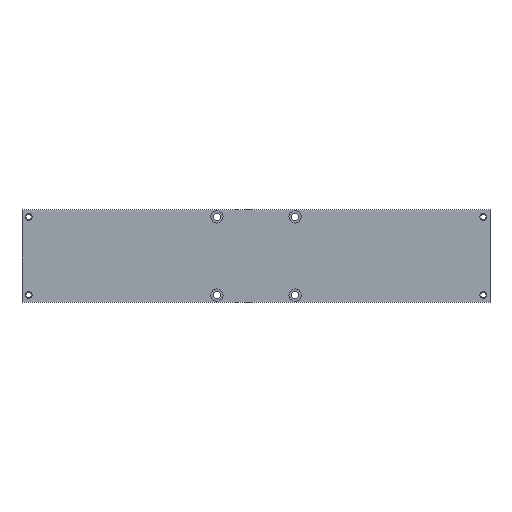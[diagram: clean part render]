
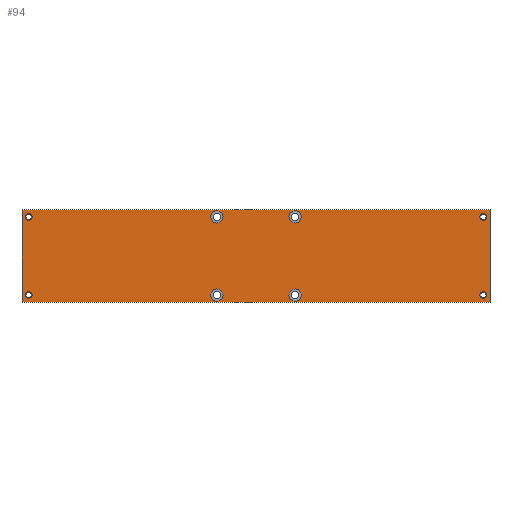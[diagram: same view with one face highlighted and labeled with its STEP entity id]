
A CAD part, top view. The second image highlights one B-rep face of the part: STEP entity #94.
In plain terms, the highlighted planar face has unit normal (0, 0, 1).
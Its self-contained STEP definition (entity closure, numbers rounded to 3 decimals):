
#94 = ADVANCED_FACE( '', ( #207, #208, #209, #210, #211, #212, #213, #214, #215 ), #216, .F. );
#207 = FACE_BOUND( '', #344, .T. );
#208 = FACE_BOUND( '', #345, .T. );
#209 = FACE_BOUND( '', #346, .T. );
#210 = FACE_BOUND( '', #347, .T. );
#211 = FACE_BOUND( '', #348, .T. );
#212 = FACE_BOUND( '', #349, .T. );
#213 = FACE_BOUND( '', #350, .T. );
#214 = FACE_BOUND( '', #351, .T. );
#215 = FACE_OUTER_BOUND( '', #352, .T. );
#216 = PLANE( '', #353 );
#344 = EDGE_LOOP( '', ( #527 ) );
#345 = EDGE_LOOP( '', ( #528 ) );
#346 = EDGE_LOOP( '', ( #529 ) );
#347 = EDGE_LOOP( '', ( #530 ) );
#348 = EDGE_LOOP( '', ( #531 ) );
#349 = EDGE_LOOP( '', ( #532 ) );
#350 = EDGE_LOOP( '', ( #533 ) );
#351 = EDGE_LOOP( '', ( #534 ) );
#352 = EDGE_LOOP( '', ( #535, #536, #537, #538 ) );
#353 = AXIS2_PLACEMENT_3D( '', #539, #540, #541 );
#527 = ORIENTED_EDGE( '', *, *, #645, .T. );
#528 = ORIENTED_EDGE( '', *, *, #663, .F. );
#529 = ORIENTED_EDGE( '', *, *, #664, .F. );
#530 = ORIENTED_EDGE( '', *, *, #665, .T. );
#531 = ORIENTED_EDGE( '', *, *, #666, .T. );
#532 = ORIENTED_EDGE( '', *, *, #643, .F. );
#533 = ORIENTED_EDGE( '', *, *, #661, .F. );
#534 = ORIENTED_EDGE( '', *, *, #607, .T. );
#535 = ORIENTED_EDGE( '', *, *, #621, .F. );
#536 = ORIENTED_EDGE( '', *, *, #641, .F. );
#537 = ORIENTED_EDGE( '', *, *, #654, .F. );
#538 = ORIENTED_EDGE( '', *, *, #657, .F. );
#539 = CARTESIAN_POINT( '', ( -209.5, 41.5, 9.5 ) );
#540 = DIRECTION( '', ( 0., 0., -1. ) );
#541 = DIRECTION( '', ( 0., 1., 0. ) );
#607 = EDGE_CURVE( '', #681, #681, #682, .T. );
#621 = EDGE_CURVE( '', #704, #706, #707, .T. );
#641 = EDGE_CURVE( '', #736, #704, #738, .T. );
#643 = EDGE_CURVE( '', #740, #740, #741, .T. );
#645 = EDGE_CURVE( '', #743, #743, #744, .T. );
#654 = EDGE_CURVE( '', #756, #736, #758, .T. );
#657 = EDGE_CURVE( '', #706, #756, #761, .T. );
#661 = EDGE_CURVE( '', #766, #766, #767, .T. );
#663 = EDGE_CURVE( '', #769, #769, #770, .T. );
#664 = EDGE_CURVE( '', #771, #771, #772, .T. );
#665 = EDGE_CURVE( '', #773, #773, #774, .T. );
#666 = EDGE_CURVE( '', #775, #775, #776, .T. );
#681 = VERTEX_POINT( '', #795 );
#682 = CIRCLE( '', #796, 3. );
#704 = VERTEX_POINT( '', #819 );
#706 = VERTEX_POINT( '', #822 );
#707 = LINE( '', #823, #824 );
#736 = VERTEX_POINT( '', #855 );
#738 = LINE( '', #858, #859 );
#740 = VERTEX_POINT( '', #861 );
#741 = CIRCLE( '', #862, 3. );
#743 = VERTEX_POINT( '', #864 );
#744 = CIRCLE( '', #865, 5.5 );
#756 = VERTEX_POINT( '', #878 );
#758 = LINE( '', #881, #882 );
#761 = LINE( '', #886, #887 );
#766 = VERTEX_POINT( '', #892 );
#767 = CIRCLE( '', #893, 3. );
#769 = VERTEX_POINT( '', #895 );
#770 = CIRCLE( '', #896, 5.5 );
#771 = VERTEX_POINT( '', #897 );
#772 = CIRCLE( '', #898, 5.5 );
#773 = VERTEX_POINT( '', #899 );
#774 = CIRCLE( '', #900, 5.5 );
#775 = VERTEX_POINT( '', #901 );
#776 = CIRCLE( '', #902, 3. );
#795 = CARTESIAN_POINT( '', ( 206.5, 35., 9.5 ) );
#796 = AXIS2_PLACEMENT_3D( '', #920, #921, #922 );
#819 = CARTESIAN_POINT( '', ( -209.5, -41.5, 9.5 ) );
#822 = CARTESIAN_POINT( '', ( -209.5, 41.5, 9.5 ) );
#823 = CARTESIAN_POINT( '', ( -209.5, -41.5, 9.5 ) );
#824 = VECTOR( '', #946, 1000. );
#855 = CARTESIAN_POINT( '', ( 209.5, -41.5, 9.5 ) );
#858 = CARTESIAN_POINT( '', ( 209.5, -41.5, 9.5 ) );
#859 = VECTOR( '', #977, 1000. );
#861 = CARTESIAN_POINT( '', ( 206.5, -35., 9.5 ) );
#862 = AXIS2_PLACEMENT_3D( '', #978, #979, #980 );
#864 = CARTESIAN_POINT( '', ( -40.5, -35., 9.5 ) );
#865 = AXIS2_PLACEMENT_3D( '', #981, #982, #983 );
#878 = CARTESIAN_POINT( '', ( 209.5, 41.5, 9.5 ) );
#881 = CARTESIAN_POINT( '', ( 209.5, 41.5, 9.5 ) );
#882 = VECTOR( '', #995, 1000. );
#886 = CARTESIAN_POINT( '', ( -209.5, 41.5, 9.5 ) );
#887 = VECTOR( '', #997, 1000. );
#892 = CARTESIAN_POINT( '', ( -206.5, 35., 9.5 ) );
#893 = AXIS2_PLACEMENT_3D( '', #1001, #1002, #1003 );
#895 = CARTESIAN_POINT( '', ( 40.5, -35., 9.5 ) );
#896 = AXIS2_PLACEMENT_3D( '', #1004, #1005, #1006 );
#897 = CARTESIAN_POINT( '', ( -40.5, 35., 9.5 ) );
#898 = AXIS2_PLACEMENT_3D( '', #1007, #1008, #1009 );
#899 = CARTESIAN_POINT( '', ( 40.5, 35., 9.5 ) );
#900 = AXIS2_PLACEMENT_3D( '', #1010, #1011, #1012 );
#901 = CARTESIAN_POINT( '', ( -206.5, -35., 9.5 ) );
#902 = AXIS2_PLACEMENT_3D( '', #1013, #1014, #1015 );
#920 = CARTESIAN_POINT( '', ( 203.5, 35., 9.5 ) );
#921 = DIRECTION( '', ( 0., 0., -1. ) );
#922 = DIRECTION( '', ( 1., 0., 0. ) );
#946 = DIRECTION( '', ( 0., 1., 0. ) );
#977 = DIRECTION( '', ( -1., 0., 0. ) );
#978 = CARTESIAN_POINT( '', ( 203.5, -35., 9.5 ) );
#979 = DIRECTION( '', ( 0., 0., 1. ) );
#980 = DIRECTION( '', ( 1., 0., 0. ) );
#981 = CARTESIAN_POINT( '', ( -35., -35., 9.5 ) );
#982 = DIRECTION( '', ( 0., 0., -1. ) );
#983 = DIRECTION( '', ( -1., 0., 0. ) );
#995 = DIRECTION( '', ( 0., -1., 0. ) );
#997 = DIRECTION( '', ( 1., 0., 0. ) );
#1001 = CARTESIAN_POINT( '', ( -203.5, 35., 9.5 ) );
#1002 = DIRECTION( '', ( 0., 0., 1. ) );
#1003 = DIRECTION( '', ( -1., 0., 0. ) );
#1004 = CARTESIAN_POINT( '', ( 35., -35., 9.5 ) );
#1005 = DIRECTION( '', ( 0., 0., 1. ) );
#1006 = DIRECTION( '', ( 1., 0., 0. ) );
#1007 = CARTESIAN_POINT( '', ( -35., 35., 9.5 ) );
#1008 = DIRECTION( '', ( 0., 0., 1. ) );
#1009 = DIRECTION( '', ( -1., 0., 0. ) );
#1010 = CARTESIAN_POINT( '', ( 35., 35., 9.5 ) );
#1011 = DIRECTION( '', ( 0., 0., -1. ) );
#1012 = DIRECTION( '', ( 1., 0., 0. ) );
#1013 = CARTESIAN_POINT( '', ( -203.5, -35., 9.5 ) );
#1014 = DIRECTION( '', ( 0., 0., -1. ) );
#1015 = DIRECTION( '', ( -1., 0., 0. ) );
